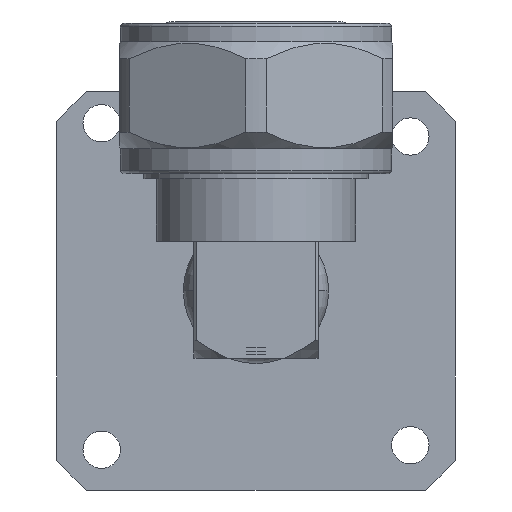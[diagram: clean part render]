
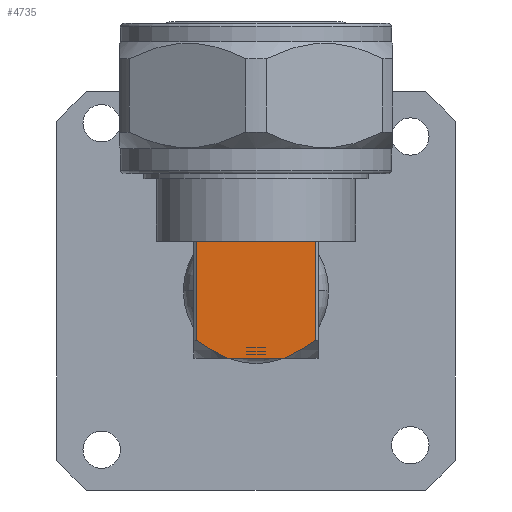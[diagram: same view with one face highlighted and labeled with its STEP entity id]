
A CAD part, left-side view. The second image highlights one B-rep face of the part: STEP entity #4735.
In plain terms, the highlighted face is planar.
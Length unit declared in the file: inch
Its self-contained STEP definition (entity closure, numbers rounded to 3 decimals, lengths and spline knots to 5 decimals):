
#65 = CARTESIAN_POINT ( 'NONE',  ( 0.19685, 0.19685, 0.19685 ) ) ;
#213 = B_SPLINE_CURVE_WITH_KNOTS ( 'NONE', 3,
 ( #4402, #9990, #1695, #2496, #8969, #611, #5429, #5483, #8171, #9873, #7135, #6279, #9192 ),
 .UNSPECIFIED., .F., .F.,
 ( 4, 1, 1, 1, 1, 1, 2, 2, 4 ),
 ( 0., 0.25, 0.375, 0.4375, 0.46875, 0.48437, 0.49219, 0.5, 1. ),
 .UNSPECIFIED. ) ;
#237 = VERTEX_POINT ( 'NONE', #8609 ) ;
#611 = CARTESIAN_POINT ( 'NONE',  ( 0.53936, 0.19685, 0.14435 ) ) ;
#782 = CARTESIAN_POINT ( 'NONE',  ( -0.81537, 0.19685, -0.18898 ) ) ;
#1020 = CARTESIAN_POINT ( 'NONE',  ( 0.56693, 0.19685, -0.09021 ) ) ;
#1037 = DIRECTION ( 'NONE',  ( 0., 0., 1. ) ) ;
#1135 = CARTESIAN_POINT ( 'NONE',  ( 0.54998, 0.19685, -0.12565 ) ) ;
#1529 = CARTESIAN_POINT ( 'NONE',  ( -0.81537, 0.19685, 0.18898 ) ) ;
#1695 = CARTESIAN_POINT ( 'NONE',  ( 0.52468, 0.19685, 0.16818 ) ) ;
#1716 = CARTESIAN_POINT ( 'NONE',  ( 0.56693, 0.19685, 0.09021 ) ) ;
#2105 = CARTESIAN_POINT ( 'NONE',  ( 0.54572, 0.19685, -0.13334 ) ) ;
#2301 = LINE ( 'NONE', #10729, #7419 ) ;
#2496 = CARTESIAN_POINT ( 'NONE',  ( 0.53331, 0.19685, 0.15441 ) ) ;
#2851 = CARTESIAN_POINT ( 'NONE',  ( 0.54138, 0.19685, -0.1409 ) ) ;
#2858 = ORIENTED_EDGE ( 'NONE', *, *, #9540, .T. ) ;
#2960 = ORIENTED_EDGE ( 'NONE', *, *, #11097, .T. ) ;
#3282 = VERTEX_POINT ( 'NONE', #1716 ) ;
#3783 = VERTEX_POINT ( 'NONE', #5111 ) ;
#3840 = FACE_OUTER_BOUND ( 'NONE', #10248, .T. ) ;
#4009 = CARTESIAN_POINT ( 'NONE',  ( 0.54238, 0.19685, -0.13918 ) ) ;
#4330 = DIRECTION ( 'NONE',  ( 0., 0., 1. ) ) ;
#4402 = CARTESIAN_POINT ( 'NONE',  ( 0.51059, 0.19685, 0.18898 ) ) ;
#4508 = DIRECTION ( 'NONE',  ( -1., 0., 0. ) ) ;
#4735 = ADVANCED_FACE ( 'NONE', ( #3840 ), #7496, .T. ) ;
#4865 = VECTOR ( 'NONE', #4508, 39.37008 ) ;
#4933 = DIRECTION ( 'NONE',  ( 0., 1., 0. ) ) ;
#5066 = EDGE_CURVE ( 'NONE', #237, #7734, #6326, .T. ) ;
#5111 = CARTESIAN_POINT ( 'NONE',  ( 0.19685, 0.19685, 0.18898 ) ) ;
#5324 = DIRECTION ( 'NONE',  ( 1., 0., 0. ) ) ;
#5429 = CARTESIAN_POINT ( 'NONE',  ( 0.54033, 0.19685, 0.1427 ) ) ;
#5440 = LINE ( 'NONE', #1529, #11538 ) ;
#5483 = CARTESIAN_POINT ( 'NONE',  ( 0.54075, 0.19685, 0.14199 ) ) ;
#5833 = CARTESIAN_POINT ( 'NONE',  ( 0.5223, 0.19685, -0.17206 ) ) ;
#5844 = CARTESIAN_POINT ( 'NONE',  ( 0.56693, 0.19685, -0.09021 ) ) ;
#6145 = ORIENTED_EDGE ( 'NONE', *, *, #10432, .F. ) ;
#6279 = CARTESIAN_POINT ( 'NONE',  ( 0.56026, 0.19685, 0.10622 ) ) ;
#6326 = LINE ( 'NONE', #782, #4865 ) ;
#6414 = EDGE_CURVE ( 'NONE', #10357, #237, #9420, .T. ) ;
#6585 = LINE ( 'NONE', #65, #10991 ) ;
#7135 = CARTESIAN_POINT ( 'NONE',  ( 0.55172, 0.19685, 0.12316 ) ) ;
#7419 = VECTOR ( 'NONE', #4330, 39.37008 ) ;
#7484 = CARTESIAN_POINT ( 'NONE',  ( 0.55788, 0.19685, -0.11059 ) ) ;
#7496 = PLANE ( 'NONE',  #9921 ) ;
#7668 = CARTESIAN_POINT ( 'NONE',  ( 0.53252, 0.19685, -0.15612 ) ) ;
#7729 = CARTESIAN_POINT ( 'NONE',  ( 0.54157, 0.19685, -0.14058 ) ) ;
#7734 = VERTEX_POINT ( 'NONE', #10316 ) ;
#7859 = ORIENTED_EDGE ( 'NONE', *, *, #5066, .T. ) ;
#7917 = ORIENTED_EDGE ( 'NONE', *, *, #6414, .T. ) ;
#8171 = CARTESIAN_POINT ( 'NONE',  ( 0.54102, 0.19685, 0.14152 ) ) ;
#8198 = EDGE_CURVE ( 'NONE', #7734, #3783, #6585, .T. ) ;
#8296 = ORIENTED_EDGE ( 'NONE', *, *, #8198, .T. ) ;
#8462 = CARTESIAN_POINT ( 'NONE',  ( 0.5419, 0.19685, -0.14002 ) ) ;
#8521 = CARTESIAN_POINT ( 'NONE',  ( 0.51059, 0.19685, -0.18898 ) ) ;
#8609 = CARTESIAN_POINT ( 'NONE',  ( 0.51059, 0.19685, -0.18898 ) ) ;
#8641 = CARTESIAN_POINT ( 'NONE',  ( 0.56359, 0.19685, -0.09821 ) ) ;
#8969 = CARTESIAN_POINT ( 'NONE',  ( 0.53738, 0.19685, 0.14768 ) ) ;
#9192 = CARTESIAN_POINT ( 'NONE',  ( 0.56693, 0.19685, 0.09021 ) ) ;
#9420 = B_SPLINE_CURVE_WITH_KNOTS ( 'NONE', 3,
 ( #1020, #8641, #7484, #1135, #2105, #10345, #4009, #8462, #7729, #2851, #7668, #5833, #8521 ),
 .UNSPECIFIED., .F., .F.,
 ( 4, 1, 1, 1, 1, 1, 2, 2, 4 ),
 ( 0., 0.25, 0.375, 0.4375, 0.46875, 0.48438, 0.49219, 0.5, 1. ),
 .UNSPECIFIED. ) ;
#9540 = EDGE_CURVE ( 'NONE', #10454, #3282, #213, .T. ) ;
#9873 = CARTESIAN_POINT ( 'NONE',  ( 0.54113, 0.19685, 0.14133 ) ) ;
#9921 = AXIS2_PLACEMENT_3D ( 'NONE', #10417, #4933, #10480 ) ;
#9990 = CARTESIAN_POINT ( 'NONE',  ( 0.51644, 0.19685, 0.18052 ) ) ;
#10248 = EDGE_LOOP ( 'NONE', ( #7917, #7859, #8296, #2960, #2858, #6145 ) ) ;
#10316 = CARTESIAN_POINT ( 'NONE',  ( 0.19685, 0.19685, -0.18898 ) ) ;
#10345 = CARTESIAN_POINT ( 'NONE',  ( 0.54351, 0.19685, -0.13722 ) ) ;
#10357 = VERTEX_POINT ( 'NONE', #5844 ) ;
#10417 = CARTESIAN_POINT ( 'NONE',  ( -0.81537, 0.19685, 0.19685 ) ) ;
#10432 = EDGE_CURVE ( 'NONE', #10357, #3282, #2301, .T. ) ;
#10454 = VERTEX_POINT ( 'NONE', #11587 ) ;
#10480 = DIRECTION ( 'NONE',  ( 1., 0., 0. ) ) ;
#10729 = CARTESIAN_POINT ( 'NONE',  ( 0.56693, 0.19685, 0.19685 ) ) ;
#10991 = VECTOR ( 'NONE', #1037, 39.37008 ) ;
#11097 = EDGE_CURVE ( 'NONE', #3783, #10454, #5440, .T. ) ;
#11538 = VECTOR ( 'NONE', #5324, 39.37008 ) ;
#11587 = CARTESIAN_POINT ( 'NONE',  ( 0.51059, 0.19685, 0.18898 ) ) ;
